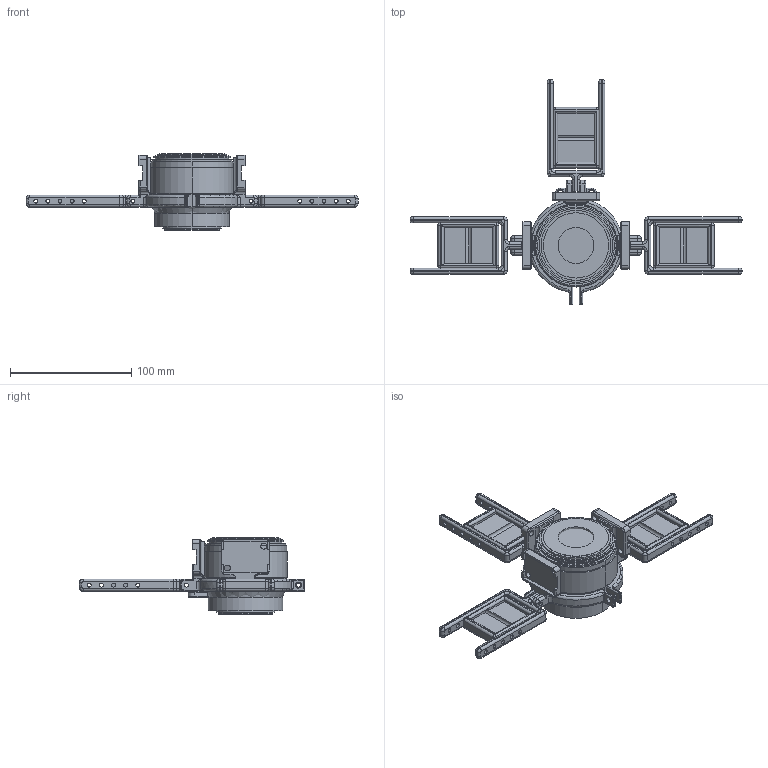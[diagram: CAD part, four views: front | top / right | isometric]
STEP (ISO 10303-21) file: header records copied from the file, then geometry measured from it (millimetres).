
FILE_DESCRIPTION (( 'STEP AP214' ), '1' );
FILE_NAME ('FA Concept Model Rainbow Door.STEP', '2025-03-31T23:16:01', ( '' ), ( '' ), 'SwSTEP 2.0', 'SolidWorks 2024', '' );
FILE_SCHEMA (( 'AUTOMOTIVE_DESIGN' ));
Length unit declared in the file: millimetre
Products named in the file (1): FA Concept Model Rainbow Door
Bounding box: 273.3 x 185.22 x 63.06 mm (x, y, z)
Volume: 474523.9 mm3; surface area: 95205.4 mm2
Topology: 9 solids, 9 shells, 878 faces, 2165 edges, 1288 vertices
Faces by surface type: cylinder 460, plane 212, torus 130, bspline 34, sphere 26, cone 16
Entity records: 27470 total; most frequent: CARTESIAN_POINT 6267, DIRECTION 4720, ORIENTED_EDGE 4262, EDGE_CURVE 2131, AXIS2_PLACEMENT_3D 1877, VERTEX_POINT 1288, CIRCLE 1032, EDGE_LOOP 1005
